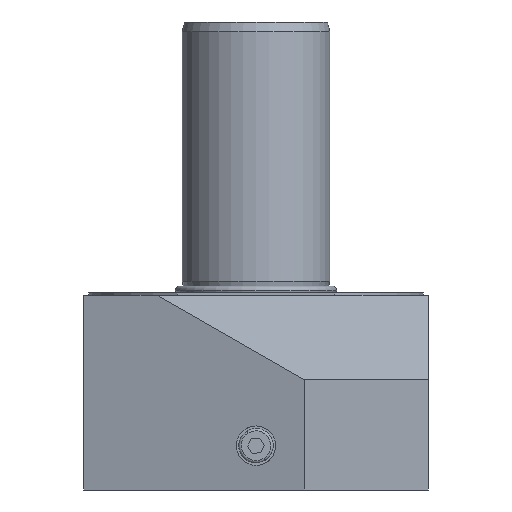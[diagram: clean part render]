
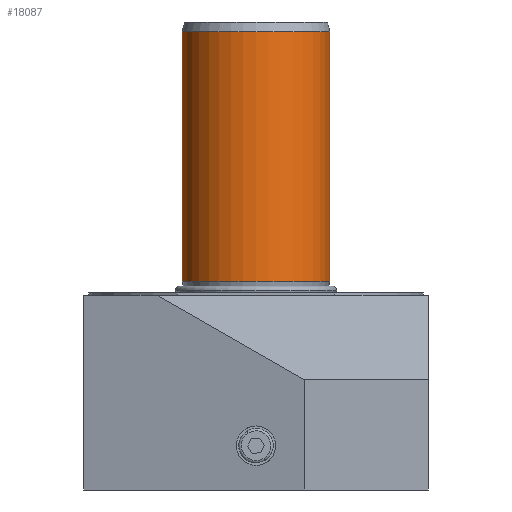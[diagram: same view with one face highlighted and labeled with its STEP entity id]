
A CAD part, front view. The second image highlights one B-rep face of the part: STEP entity #18087.
In plain terms, the highlighted cylindrical face has radius 15 mm (diameter 30 mm), a partial arc.
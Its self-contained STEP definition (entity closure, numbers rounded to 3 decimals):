
#8169 = AXIS2_PLACEMENT_3D ( 'NONE', #59169, #59160, #59228 ) ;
#9979 = VERTEX_POINT ( 'NONE', #12957 ) ;
#10013 = VERTEX_POINT ( 'NONE', #13064 ) ;
#10023 = VERTEX_POINT ( 'NONE', #13055 ) ;
#10060 = VERTEX_POINT ( 'NONE', #13089 ) ;
#10781 = EDGE_LOOP ( 'NONE', ( #47365, #47357, #47370, #48006 ) ) ;
#12403 = CARTESIAN_POINT ( 'NONE',  ( -15., 0., 161.056 ) ) ;
#12412 = DIRECTION ( 'NONE',  ( 0., 0., 1. ) ) ;
#12957 = CARTESIAN_POINT ( 'NONE',  ( -15., 0., -2. ) ) ;
#13055 = CARTESIAN_POINT ( 'NONE',  ( -15., 0., -52.6 ) ) ;
#13064 = CARTESIAN_POINT ( 'NONE',  ( 15., 0., -52.6 ) ) ;
#13089 = CARTESIAN_POINT ( 'NONE',  ( 15., 0., -2. ) ) ;
#14320 = CIRCLE ( 'NONE', #8169, 15. ) ;
#18087 = ADVANCED_FACE ( 'NONE', ( #60321 ), #60332, .T. ) ;
#20771 = EDGE_CURVE ( 'NONE', #9979, #10060, #59802, .T. ) ;
#20818 = EDGE_CURVE ( 'NONE', #10013, #10060, #59874, .T. ) ;
#21579 = EDGE_CURVE ( 'NONE', #10023, #9979, #60199, .T. ) ;
#31047 = DIRECTION ( 'NONE',  ( 1., 0., 0. ) ) ;
#31085 = CARTESIAN_POINT ( 'NONE',  ( 0., 0., -2. ) ) ;
#31086 = DIRECTION ( 'NONE',  ( 0., 0., 1. ) ) ;
#31267 = CARTESIAN_POINT ( 'NONE',  ( 15., 0., 161.056 ) ) ;
#31302 = DIRECTION ( 'NONE',  ( 0., 0., 1. ) ) ;
#37215 = AXIS2_PLACEMENT_3D ( 'NONE', #31085, #31086, #31047 ) ;
#47357 = ORIENTED_EDGE ( 'NONE', *, *, #49492, .T. ) ;
#47365 = ORIENTED_EDGE ( 'NONE', *, *, #21579, .F. ) ;
#47370 = ORIENTED_EDGE ( 'NONE', *, *, #20818, .T. ) ;
#48006 = ORIENTED_EDGE ( 'NONE', *, *, #20771, .F. ) ;
#49492 = EDGE_CURVE ( 'NONE', #10023, #10013, #14320, .T. ) ;
#57735 = CARTESIAN_POINT ( 'NONE',  ( 0., 0., 161.056 ) ) ;
#57737 = DIRECTION ( 'NONE',  ( 1., 0., 0. ) ) ;
#57748 = DIRECTION ( 'NONE',  ( 0., 0., 1. ) ) ;
#59160 = DIRECTION ( 'NONE',  ( 0., 0., 1. ) ) ;
#59169 = CARTESIAN_POINT ( 'NONE',  ( 0., 0., -52.6 ) ) ;
#59228 = DIRECTION ( 'NONE',  ( 1., 0., 0. ) ) ;
#59802 = CIRCLE ( 'NONE', #37215, 15. ) ;
#59857 = VECTOR ( 'NONE', #31302, 1000. ) ;
#59874 = LINE ( 'NONE', #31267, #59857 ) ;
#60199 = LINE ( 'NONE', #12403, #60204 ) ;
#60204 = VECTOR ( 'NONE', #12412, 1000. ) ;
#60321 = FACE_OUTER_BOUND ( 'NONE', #10781, .T. ) ;
#60332 = CYLINDRICAL_SURFACE ( 'NONE', #70486, 15. ) ;
#70486 = AXIS2_PLACEMENT_3D ( 'NONE', #57735, #57748, #57737 ) ;
